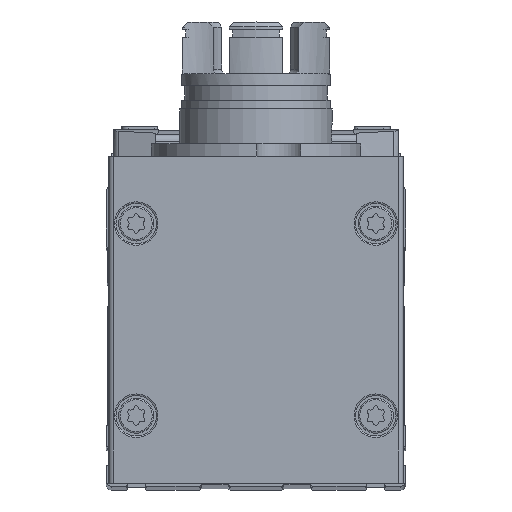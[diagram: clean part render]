
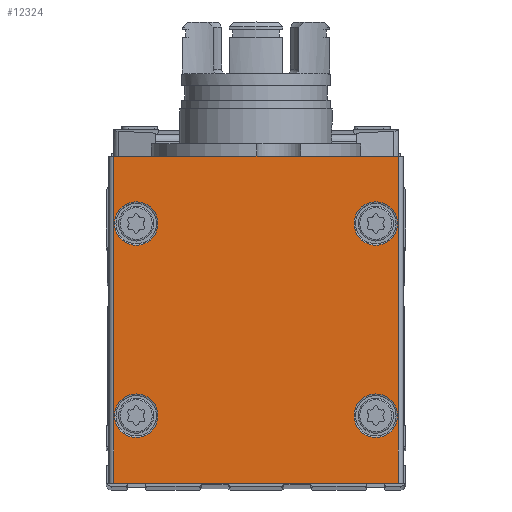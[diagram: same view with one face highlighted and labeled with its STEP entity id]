
A CAD part, top view. The second image highlights one B-rep face of the part: STEP entity #12324.
In plain terms, the highlighted planar face has unit normal (0, 0, 1).
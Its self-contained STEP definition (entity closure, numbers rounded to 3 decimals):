
#213=PLANE('',#14640);
#698=CIRCLE('',#14641,4.35);
#699=CIRCLE('',#14642,4.35);
#700=CIRCLE('',#14643,4.35);
#701=CIRCLE('',#14644,4.35);
#1593=ORIENTED_EDGE('',*,*,#5201,.T.);
#1594=ORIENTED_EDGE('',*,*,#5202,.T.);
#1595=ORIENTED_EDGE('',*,*,#5203,.T.);
#1596=ORIENTED_EDGE('',*,*,#5204,.T.);
#1597=ORIENTED_EDGE('',*,*,#5205,.T.);
#1598=ORIENTED_EDGE('',*,*,#5206,.F.);
#1599=ORIENTED_EDGE('',*,*,#5207,.F.);
#1600=ORIENTED_EDGE('',*,*,#5199,.T.);
#5199=EDGE_CURVE('',#6994,#6993,#8108,.T.);
#5201=EDGE_CURVE('',#6995,#6995,#698,.T.);
#5202=EDGE_CURVE('',#6996,#6996,#699,.T.);
#5203=EDGE_CURVE('',#6997,#6997,#700,.T.);
#5204=EDGE_CURVE('',#6998,#6998,#701,.T.);
#5205=EDGE_CURVE('',#6993,#6999,#8109,.T.);
#5206=EDGE_CURVE('',#7000,#6999,#8110,.T.);
#5207=EDGE_CURVE('',#6994,#7000,#8111,.T.);
#6993=VERTEX_POINT('',#20587);
#6994=VERTEX_POINT('',#20589);
#6995=VERTEX_POINT('',#20593);
#6996=VERTEX_POINT('',#20595);
#6997=VERTEX_POINT('',#20597);
#6998=VERTEX_POINT('',#20599);
#6999=VERTEX_POINT('',#20601);
#7000=VERTEX_POINT('',#20603);
#8108=LINE('',#20588,#9124);
#8109=LINE('',#20600,#9125);
#8110=LINE('',#20602,#9126);
#8111=LINE('',#20604,#9127);
#9124=VECTOR('',#16477,1000.);
#9125=VECTOR('',#16490,1000.);
#9126=VECTOR('',#16491,1000.);
#9127=VECTOR('',#16492,1000.);
#10057=EDGE_LOOP('',(#1593));
#10058=EDGE_LOOP('',(#1594));
#10059=EDGE_LOOP('',(#1595));
#10060=EDGE_LOOP('',(#1596));
#10061=EDGE_LOOP('',(#1597,#1598,#1599,#1600));
#11032=FACE_BOUND('',#10057,.T.);
#11033=FACE_BOUND('',#10058,.T.);
#11034=FACE_BOUND('',#10059,.T.);
#11035=FACE_BOUND('',#10060,.T.);
#11036=FACE_BOUND('',#10061,.T.);
#12324=ADVANCED_FACE('',(#11032,#11033,#11034,#11035,#11036),#213,.F.);
#14640=AXIS2_PLACEMENT_3D('',#20591,#16480,#16481);
#14641=AXIS2_PLACEMENT_3D('',#20592,#16482,#16483);
#14642=AXIS2_PLACEMENT_3D('',#20594,#16484,#16485);
#14643=AXIS2_PLACEMENT_3D('',#20596,#16486,#16487);
#14644=AXIS2_PLACEMENT_3D('',#20598,#16488,#16489);
#16477=DIRECTION('',(0.,-1.,0.));
#16480=DIRECTION('',(0.,0.,-1.));
#16481=DIRECTION('',(-1.,0.,0.));
#16482=DIRECTION('',(0.,0.,-1.));
#16483=DIRECTION('',(-1.,0.,0.));
#16484=DIRECTION('',(0.,0.,-1.));
#16485=DIRECTION('',(-1.,0.,0.));
#16486=DIRECTION('',(0.,0.,-1.));
#16487=DIRECTION('',(-1.,0.,0.));
#16488=DIRECTION('',(0.,0.,-1.));
#16489=DIRECTION('',(-1.,0.,0.));
#16490=DIRECTION('',(1.,0.,0.));
#16491=DIRECTION('',(0.,-1.,0.));
#16492=DIRECTION('',(1.,0.,0.));
#20587=CARTESIAN_POINT('',(-28.5,0.,67.));
#20588=CARTESIAN_POINT('',(-28.5,65.5,67.));
#20589=CARTESIAN_POINT('',(-28.5,65.5,67.));
#20591=CARTESIAN_POINT('',(-28.5,65.5,67.));
#20592=CARTESIAN_POINT('',(24.,13.5,67.));
#20593=CARTESIAN_POINT('',(19.65,13.5,67.));
#20594=CARTESIAN_POINT('',(24.,52.,67.));
#20595=CARTESIAN_POINT('',(19.65,52.,67.));
#20596=CARTESIAN_POINT('',(-24.,13.5,67.));
#20597=CARTESIAN_POINT('',(-28.35,13.5,67.));
#20598=CARTESIAN_POINT('',(-24.,52.,67.));
#20599=CARTESIAN_POINT('',(-28.35,52.,67.));
#20600=CARTESIAN_POINT('',(-28.5,0.,67.));
#20601=CARTESIAN_POINT('',(28.5,0.,67.));
#20602=CARTESIAN_POINT('',(28.5,65.5,67.));
#20603=CARTESIAN_POINT('',(28.5,65.5,67.));
#20604=CARTESIAN_POINT('',(-28.5,65.5,67.));
